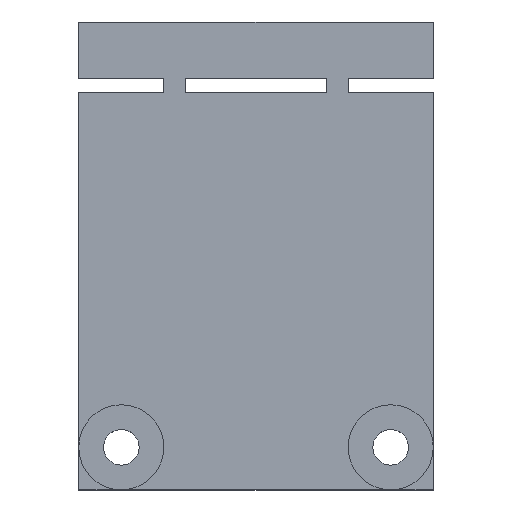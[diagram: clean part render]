
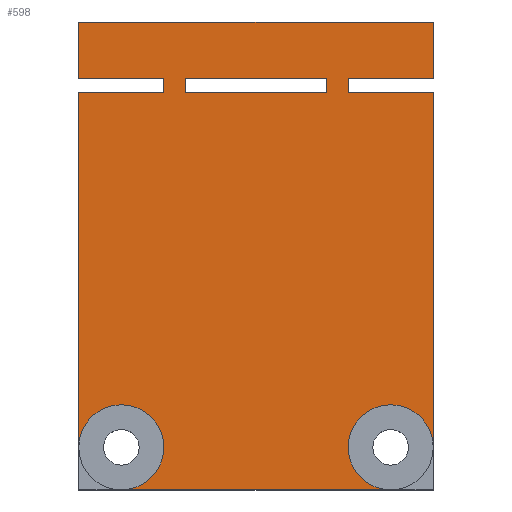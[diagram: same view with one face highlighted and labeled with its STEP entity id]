
A CAD part, top view. The second image highlights one B-rep face of the part: STEP entity #598.
In plain terms, the highlighted planar face has unit normal (0, 0, 1).
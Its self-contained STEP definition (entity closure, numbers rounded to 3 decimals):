
#24=FACE_BOUND('',#115,.T.);
#44=PLANE('',#659);
#75=FACE_OUTER_BOUND('',#114,.T.);
#114=EDGE_LOOP('',(#502,#503,#504,#505,#506,#507,#508,#509,#510,#511,#512,
#513,#514,#515,#516));
#115=EDGE_LOOP('',(#517,#518,#519,#520));
#132=LINE('',#858,#194);
#134=LINE('',#864,#196);
#140=LINE('',#876,#202);
#143=LINE('',#882,#205);
#144=LINE('',#885,#206);
#148=LINE('',#891,#210);
#150=LINE('',#896,#212);
#154=LINE('',#903,#216);
#157=LINE('',#909,#219);
#158=LINE('',#914,#220);
#161=LINE('',#919,#223);
#165=LINE('',#926,#227);
#166=LINE('',#929,#228);
#178=LINE('',#976,#240);
#179=LINE('',#981,#241);
#180=LINE('',#982,#242);
#194=VECTOR('',#692,10.);
#196=VECTOR('',#696,10.);
#202=VECTOR('',#704,10.);
#205=VECTOR('',#709,10.);
#206=VECTOR('',#712,10.);
#210=VECTOR('',#718,10.);
#212=VECTOR('',#722,10.);
#216=VECTOR('',#728,10.);
#219=VECTOR('',#733,10.);
#220=VECTOR('',#738,10.);
#223=VECTOR('',#743,10.);
#227=VECTOR('',#749,10.);
#228=VECTOR('',#752,10.);
#240=VECTOR('',#804,10.);
#241=VECTOR('',#809,10.);
#242=VECTOR('',#810,10.);
#264=CIRCLE('',#655,6.);
#266=CIRCLE('',#660,6.);
#267=CIRCLE('',#661,6.);
#274=VERTEX_POINT('',#851);
#277=VERTEX_POINT('',#856);
#279=VERTEX_POINT('',#861);
#280=VERTEX_POINT('',#863);
#282=VERTEX_POINT('',#869);
#285=VERTEX_POINT('',#874);
#287=VERTEX_POINT('',#880);
#288=VERTEX_POINT('',#884);
#290=VERTEX_POINT('',#893);
#293=VERTEX_POINT('',#900);
#295=VERTEX_POINT('',#907);
#297=VERTEX_POINT('',#913);
#300=VERTEX_POINT('',#923);
#301=VERTEX_POINT('',#928);
#313=VERTEX_POINT('',#964);
#314=VERTEX_POINT('',#966);
#316=VERTEX_POINT('',#975);
#317=VERTEX_POINT('',#977);
#318=VERTEX_POINT('',#979);
#332=EDGE_CURVE('',#274,#277,#132,.T.);
#334=EDGE_CURVE('',#280,#279,#134,.T.);
#340=EDGE_CURVE('',#282,#285,#140,.T.);
#343=EDGE_CURVE('',#277,#287,#143,.T.);
#344=EDGE_CURVE('',#280,#288,#144,.T.);
#348=EDGE_CURVE('',#288,#287,#148,.T.);
#350=EDGE_CURVE('',#290,#279,#150,.T.);
#354=EDGE_CURVE('',#293,#282,#154,.T.);
#357=EDGE_CURVE('',#290,#295,#157,.T.);
#359=EDGE_CURVE('',#297,#293,#158,.T.);
#362=EDGE_CURVE('',#297,#285,#161,.T.);
#366=EDGE_CURVE('',#300,#274,#165,.T.);
#367=EDGE_CURVE('',#301,#300,#166,.T.);
#385=EDGE_CURVE('',#314,#313,#264,.T.);
#389=EDGE_CURVE('',#295,#316,#178,.T.);
#390=EDGE_CURVE('',#316,#317,#266,.T.);
#391=EDGE_CURVE('',#317,#318,#267,.T.);
#392=EDGE_CURVE('',#318,#314,#179,.T.);
#393=EDGE_CURVE('',#313,#301,#180,.T.);
#502=ORIENTED_EDGE('',*,*,#350,.F.);
#503=ORIENTED_EDGE('',*,*,#357,.T.);
#504=ORIENTED_EDGE('',*,*,#389,.T.);
#505=ORIENTED_EDGE('',*,*,#390,.T.);
#506=ORIENTED_EDGE('',*,*,#391,.T.);
#507=ORIENTED_EDGE('',*,*,#392,.T.);
#508=ORIENTED_EDGE('',*,*,#385,.T.);
#509=ORIENTED_EDGE('',*,*,#393,.T.);
#510=ORIENTED_EDGE('',*,*,#367,.T.);
#511=ORIENTED_EDGE('',*,*,#366,.T.);
#512=ORIENTED_EDGE('',*,*,#332,.T.);
#513=ORIENTED_EDGE('',*,*,#343,.T.);
#514=ORIENTED_EDGE('',*,*,#348,.F.);
#515=ORIENTED_EDGE('',*,*,#344,.F.);
#516=ORIENTED_EDGE('',*,*,#334,.T.);
#517=ORIENTED_EDGE('',*,*,#340,.T.);
#518=ORIENTED_EDGE('',*,*,#362,.F.);
#519=ORIENTED_EDGE('',*,*,#359,.T.);
#520=ORIENTED_EDGE('',*,*,#354,.T.);
#598=ADVANCED_FACE('',(#75,#24),#44,.T.);
#655=AXIS2_PLACEMENT_3D('',#967,#792,#793);
#659=AXIS2_PLACEMENT_3D('',#974,#802,#803);
#660=AXIS2_PLACEMENT_3D('',#978,#805,#806);
#661=AXIS2_PLACEMENT_3D('',#980,#807,#808);
#692=DIRECTION('',(1.,0.,0.));
#696=DIRECTION('',(1.,0.,0.));
#704=DIRECTION('',(1.,0.,0.));
#709=DIRECTION('',(0.,1.,0.));
#712=DIRECTION('',(0.,1.,0.));
#718=DIRECTION('',(1.,0.,0.));
#722=DIRECTION('',(0.,1.,0.));
#728=DIRECTION('',(0.,1.,0.));
#733=DIRECTION('',(-1.,0.,0.));
#738=DIRECTION('',(-1.,0.,0.));
#743=DIRECTION('',(0.,1.,0.));
#749=DIRECTION('',(0.,1.,0.));
#752=DIRECTION('',(-1.,0.,0.));
#792=DIRECTION('center_axis',(0.,0.,-1.));
#793=DIRECTION('ref_axis',(-1.,0.,0.));
#802=DIRECTION('center_axis',(0.,0.,1.));
#803=DIRECTION('ref_axis',(1.,0.,0.));
#804=DIRECTION('',(0.,-1.,0.));
#805=DIRECTION('center_axis',(0.,0.,-1.));
#806=DIRECTION('ref_axis',(-1.,0.,0.));
#807=DIRECTION('center_axis',(0.,0.,-1.));
#808=DIRECTION('ref_axis',(-1.,0.,0.));
#809=DIRECTION('',(1.,0.,0.));
#810=DIRECTION('',(0.,1.,0.));
#851=CARTESIAN_POINT('',(38.,58.,10.));
#856=CARTESIAN_POINT('',(50.,58.,10.));
#858=CARTESIAN_POINT('',(0.,58.,10.));
#861=CARTESIAN_POINT('',(12.,58.,10.));
#863=CARTESIAN_POINT('',(0.,58.,10.));
#864=CARTESIAN_POINT('',(0.,58.,10.));
#869=CARTESIAN_POINT('',(15.,58.,10.));
#874=CARTESIAN_POINT('',(35.,58.,10.));
#876=CARTESIAN_POINT('',(0.,58.,10.));
#880=CARTESIAN_POINT('',(50.,66.,10.));
#882=CARTESIAN_POINT('',(50.,58.,10.));
#884=CARTESIAN_POINT('',(0.,66.,10.));
#885=CARTESIAN_POINT('',(0.,58.,10.));
#891=CARTESIAN_POINT('',(0.,66.,10.));
#893=CARTESIAN_POINT('',(12.,56.,10.));
#896=CARTESIAN_POINT('',(12.,56.,10.));
#900=CARTESIAN_POINT('',(15.,56.,10.));
#903=CARTESIAN_POINT('',(15.,56.,10.));
#907=CARTESIAN_POINT('',(0.,56.,10.));
#909=CARTESIAN_POINT('',(50.,56.,10.));
#913=CARTESIAN_POINT('',(35.,56.,10.));
#914=CARTESIAN_POINT('',(50.,56.,10.));
#919=CARTESIAN_POINT('',(35.,56.,10.));
#923=CARTESIAN_POINT('',(38.,56.,10.));
#926=CARTESIAN_POINT('',(38.,56.,10.));
#928=CARTESIAN_POINT('',(50.,56.,10.));
#929=CARTESIAN_POINT('',(50.,56.,10.));
#964=CARTESIAN_POINT('',(50.,6.,10.));
#966=CARTESIAN_POINT('',(44.,0.,10.));
#967=CARTESIAN_POINT('Origin',(44.,6.,10.));
#974=CARTESIAN_POINT('Origin',(25.,28.,10.));
#975=CARTESIAN_POINT('',(0.,6.,10.));
#976=CARTESIAN_POINT('',(0.,56.,10.));
#977=CARTESIAN_POINT('',(12.,6.,10.));
#978=CARTESIAN_POINT('Origin',(6.,6.,10.));
#979=CARTESIAN_POINT('',(6.,0.,10.));
#980=CARTESIAN_POINT('Origin',(6.,6.,10.));
#981=CARTESIAN_POINT('',(0.,0.,10.));
#982=CARTESIAN_POINT('',(50.,0.,10.));
